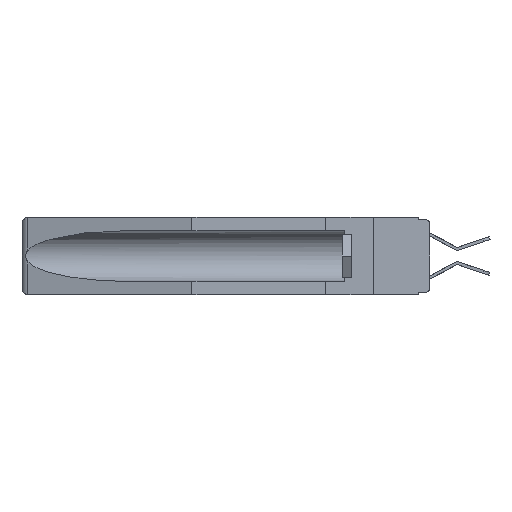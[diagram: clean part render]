
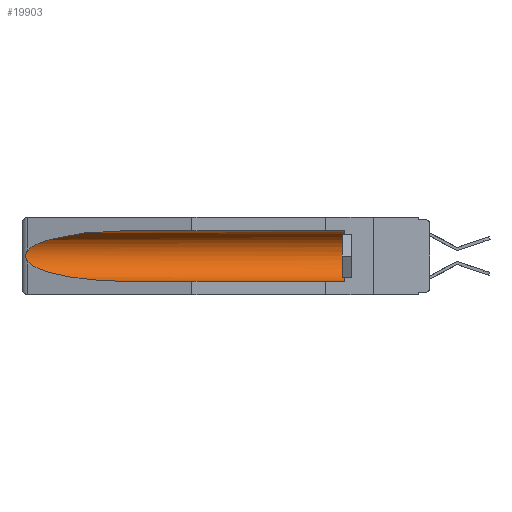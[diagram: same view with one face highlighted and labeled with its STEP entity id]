
A CAD part, left-side view. The second image highlights one B-rep face of the part: STEP entity #19903.
In plain terms, the highlighted cylindrical face has radius 2.857 mm (diameter 5.715 mm), a partial arc.
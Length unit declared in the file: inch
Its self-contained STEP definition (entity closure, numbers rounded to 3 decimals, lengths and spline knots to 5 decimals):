
#22 = CARTESIAN_POINT ( 'NONE',  ( 0.155, 0.126, -0.059 ) ) ;
#1187 = CARTESIAN_POINT ( 'NONE',  ( 0.26537, 1.52718, -0.14972 ) ) ;
#1251 = CIRCLE ( 'NONE', #19688, 0.1125 ) ;
#2327 = DIRECTION ( 'NONE',  ( 0., -1., 0. ) ) ;
#2549 = FACE_OUTER_BOUND ( 'NONE', #6955, .T. ) ;
#3134 = CARTESIAN_POINT ( 'NONE',  ( 0.2673, 1.53269, -0.17917 ) ) ;
#3415 = EDGE_CURVE ( 'NONE', #5027, #18880, #14748, .T. ) ;
#4173 = VECTOR ( 'NONE', #11012, 39.37008 ) ;
#4718 = EDGE_CURVE ( 'NONE', #15921, #16851, #19061, .T. ) ;
#5027 = VERTEX_POINT ( 'NONE', #22 ) ;
#6029 = CARTESIAN_POINT ( 'NONE',  ( 0.25451, 1.48313, -0.09465 ) ) ;
#6246 = CARTESIAN_POINT ( 'NONE',  ( 0.155, 0.126, -0.284 ) ) ;
#6336 = CARTESIAN_POINT ( 'NONE',  ( 0.26655, 1.53094, -0.18657 ) ) ;
#6955 = EDGE_LOOP ( 'NONE', ( #16603, #18902, #20796, #19281, #9052, #15112 ) ) ;
#7207 = DIRECTION ( 'NONE',  ( 0., 1., 0. ) ) ;
#7521 = CARTESIAN_POINT ( 'NONE',  ( 0.21114, 1.30732, -0.059 ) ) ;
#7614 = CARTESIAN_POINT ( 'NONE',  ( 0.21114, 1.30732, -0.284 ) ) ;
#7931 =( BOUNDED_CURVE ( )  B_SPLINE_CURVE ( 3, ( #9524, #7521, #6029, #21363 ),
 .UNSPECIFIED., .F., .F. ) 
 B_SPLINE_CURVE_WITH_KNOTS ( ( 4, 4 ),
 ( 4.71239, 6.08839 ),
 .UNSPECIFIED. ) 
 CURVE ( )  GEOMETRIC_REPRESENTATION_ITEM ( )  RATIONAL_B_SPLINE_CURVE ( ( 1., 0.848, 0.848, 1. ) ) 
 REPRESENTATION_ITEM ( '' )  );
#8004 = VECTOR ( 'NONE', #9884, 39.37008 ) ;
#9052 = ORIENTED_EDGE ( 'NONE', *, *, #11680, .T. ) ;
#9155 = DIRECTION ( 'NONE',  ( 0., 0., 1. ) ) ;
#9524 = CARTESIAN_POINT ( 'NONE',  ( 0.155, 1.07973, -0.059 ) ) ;
#9733 = CARTESIAN_POINT ( 'NONE',  ( 0.26537, 1.52718, -0.19328 ) ) ;
#9817 = CARTESIAN_POINT ( 'NONE',  ( 0.155, -0.30754, -0.059 ) ) ;
#9884 = DIRECTION ( 'NONE',  ( 0., 1., 0. ) ) ;
#10133 = AXIS2_PLACEMENT_3D ( 'NONE', #12190, #7207, #18990 ) ;
#11012 = DIRECTION ( 'NONE',  ( 0., 1., 0. ) ) ;
#11233 = CARTESIAN_POINT ( 'NONE',  ( 0.155, -0.30754, -0.284 ) ) ;
#11303 = CARTESIAN_POINT ( 'NONE',  ( 0.2675, 1.53308, -0.16763 ) ) ;
#11396 = CARTESIAN_POINT ( 'NONE',  ( 0.155, 1.07973, -0.284 ) ) ;
#11680 = EDGE_CURVE ( 'NONE', #12290, #5027, #1251, .T. ) ;
#11735 = CARTESIAN_POINT ( 'NONE',  ( 0.26537, 1.52718, -0.14972 ) ) ;
#12190 = CARTESIAN_POINT ( 'NONE',  ( 0.155, -0.30754, -0.1715 ) ) ;
#12290 = VERTEX_POINT ( 'NONE', #6246 ) ;
#12470 = CARTESIAN_POINT ( 'NONE',  ( 0.26537, 1.52718, -0.19328 ) ) ;
#12543 = VERTEX_POINT ( 'NONE', #11735 ) ;
#13021 = CARTESIAN_POINT ( 'NONE',  ( 0.2675, 1.53308, -0.17534 ) ) ;
#13232 = CARTESIAN_POINT ( 'NONE',  ( 0.26597, 1.5296, -0.19026 ) ) ;
#13237 = B_SPLINE_CURVE_WITH_KNOTS ( 'NONE', 3,
 ( #1187, #21578, #15005, #21440, #11303, #13021, #3134, #6336, #13232, #9733 ),
 .UNSPECIFIED., .F., .F.,
 ( 4, 2, 2, 2, 4 ),
 ( 0., 0.00029, 0.00058, 0.00087, 0.00117 ),
 .UNSPECIFIED. ) ;
#14363 = CARTESIAN_POINT ( 'NONE',  ( 0.26537, 1.52718, -0.19328 ) ) ;
#14748 = LINE ( 'NONE', #9817, #8004 ) ;
#15005 = CARTESIAN_POINT ( 'NONE',  ( 0.26654, 1.53092, -0.15636 ) ) ;
#15112 = ORIENTED_EDGE ( 'NONE', *, *, #3415, .T. ) ;
#15921 = VERTEX_POINT ( 'NONE', #12470 ) ;
#16603 = ORIENTED_EDGE ( 'NONE', *, *, #19015, .T. ) ;
#16629 = CYLINDRICAL_SURFACE ( 'NONE', #10133, 0.1125 ) ;
#16851 = VERTEX_POINT ( 'NONE', #11396 ) ;
#18880 = VERTEX_POINT ( 'NONE', #19332 ) ;
#18902 = ORIENTED_EDGE ( 'NONE', *, *, #19123, .T. ) ;
#18990 = DIRECTION ( 'NONE',  ( 0., 0., 1. ) ) ;
#19008 = EDGE_CURVE ( 'NONE', #12290, #16851, #20374, .T. ) ;
#19015 = EDGE_CURVE ( 'NONE', #18880, #12543, #7931, .T. ) ;
#19061 =( BOUNDED_CURVE ( )  B_SPLINE_CURVE ( 3, ( #14363, #19195, #7614, #19348 ),
 .UNSPECIFIED., .F., .F. ) 
 B_SPLINE_CURVE_WITH_KNOTS ( ( 4, 4 ),
 ( 0.1948, 1.5708 ),
 .UNSPECIFIED. ) 
 CURVE ( )  GEOMETRIC_REPRESENTATION_ITEM ( )  RATIONAL_B_SPLINE_CURVE ( ( 1., 0.848, 0.848, 1. ) ) 
 REPRESENTATION_ITEM ( '' )  );
#19123 = EDGE_CURVE ( 'NONE', #12543, #15921, #13237, .T. ) ;
#19195 = CARTESIAN_POINT ( 'NONE',  ( 0.25451, 1.48313, -0.24835 ) ) ;
#19281 = ORIENTED_EDGE ( 'NONE', *, *, #19008, .F. ) ;
#19332 = CARTESIAN_POINT ( 'NONE',  ( 0.155, 1.07973, -0.059 ) ) ;
#19348 = CARTESIAN_POINT ( 'NONE',  ( 0.155, 1.07973, -0.284 ) ) ;
#19688 = AXIS2_PLACEMENT_3D ( 'NONE', #21162, #2327, #9155 ) ;
#19903 = ADVANCED_FACE ( 'NONE', ( #2549 ), #16629, .F. ) ;
#20374 = LINE ( 'NONE', #11233, #4173 ) ;
#20796 = ORIENTED_EDGE ( 'NONE', *, *, #4718, .T. ) ;
#21162 = CARTESIAN_POINT ( 'NONE',  ( 0.155, 0.126, -0.1715 ) ) ;
#21363 = CARTESIAN_POINT ( 'NONE',  ( 0.26537, 1.52718, -0.14972 ) ) ;
#21440 = CARTESIAN_POINT ( 'NONE',  ( 0.2673, 1.5327, -0.16383 ) ) ;
#21578 = CARTESIAN_POINT ( 'NONE',  ( 0.26597, 1.52961, -0.15275 ) ) ;
